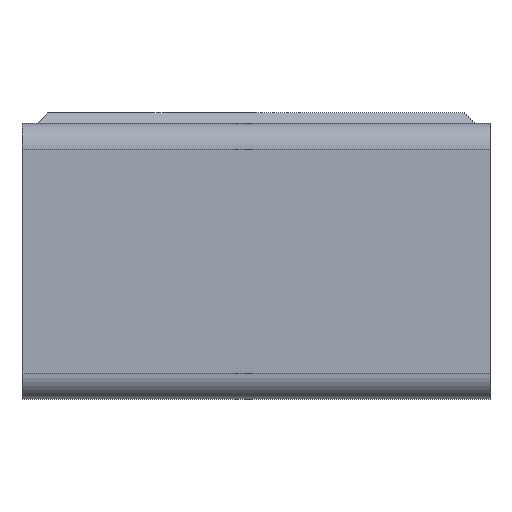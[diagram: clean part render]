
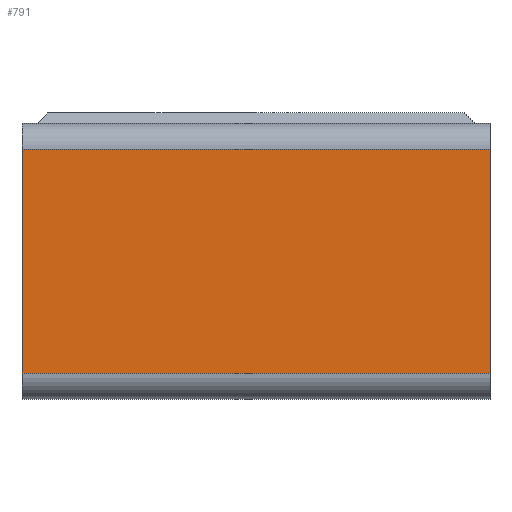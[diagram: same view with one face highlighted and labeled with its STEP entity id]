
A CAD part, front view. The second image highlights one B-rep face of the part: STEP entity #791.
In plain terms, the highlighted planar face has unit normal (0, -1, 0).
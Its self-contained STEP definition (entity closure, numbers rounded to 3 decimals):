
#594 = VERTEX_POINT('',#595);
#595 = CARTESIAN_POINT('',(0.45,-0.85,0.48));
#602 = EDGE_CURVE('',#603,#594,#605,.T.);
#603 = VERTEX_POINT('',#604);
#604 = CARTESIAN_POINT('',(0.45,-0.85,0.05));
#605 = LINE('',#606,#607);
#606 = CARTESIAN_POINT('',(0.45,-0.85,0.05));
#607 = VECTOR('',#608,1.);
#608 = DIRECTION('',(0.,0.,1.));
#773 = VERTEX_POINT('',#774);
#774 = CARTESIAN_POINT('',(-0.45,-0.85,0.48));
#781 = EDGE_CURVE('',#594,#773,#782,.T.);
#782 = LINE('',#783,#784);
#783 = CARTESIAN_POINT('',(0.45,-0.85,0.48));
#784 = VECTOR('',#785,1.);
#785 = DIRECTION('',(-1.,0.,0.));
#791 = ADVANCED_FACE('',(#792),#810,.T.);
#792 = FACE_BOUND('',#793,.T.);
#793 = EDGE_LOOP('',(#794,#795,#796,#804));
#794 = ORIENTED_EDGE('',*,*,#602,.T.);
#795 = ORIENTED_EDGE('',*,*,#781,.T.);
#796 = ORIENTED_EDGE('',*,*,#797,.F.);
#797 = EDGE_CURVE('',#798,#773,#800,.T.);
#798 = VERTEX_POINT('',#799);
#799 = CARTESIAN_POINT('',(-0.45,-0.85,0.05));
#800 = LINE('',#801,#802);
#801 = CARTESIAN_POINT('',(-0.45,-0.85,0.05));
#802 = VECTOR('',#803,1.);
#803 = DIRECTION('',(0.,0.,1.));
#804 = ORIENTED_EDGE('',*,*,#805,.F.);
#805 = EDGE_CURVE('',#603,#798,#806,.T.);
#806 = LINE('',#807,#808);
#807 = CARTESIAN_POINT('',(0.45,-0.85,0.05));
#808 = VECTOR('',#809,1.);
#809 = DIRECTION('',(-1.,0.,0.));
#810 = PLANE('',#811);
#811 = AXIS2_PLACEMENT_3D('',#812,#813,#814);
#812 = CARTESIAN_POINT('',(0.45,-0.85,0.05));
#813 = DIRECTION('',(0.,-1.,0.));
#814 = DIRECTION('',(0.,0.,1.));
